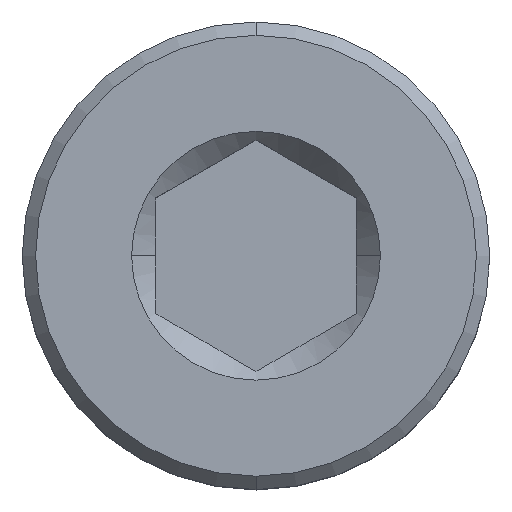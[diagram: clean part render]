
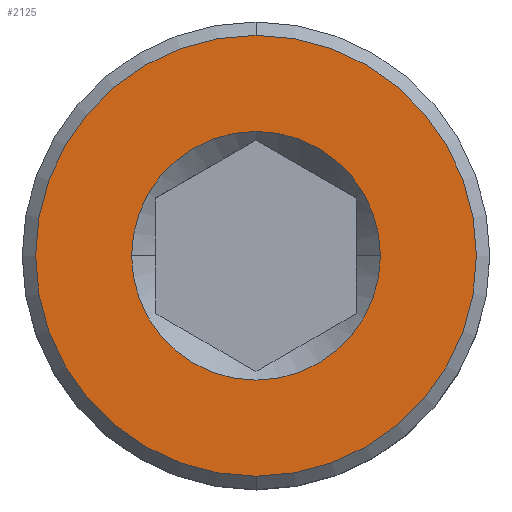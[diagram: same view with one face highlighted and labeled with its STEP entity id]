
A CAD part, top view. The second image highlights one B-rep face of the part: STEP entity #2125.
In plain terms, the highlighted planar face has unit normal (0, 0, 1).
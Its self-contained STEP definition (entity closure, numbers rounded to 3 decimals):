
#17 = CARTESIAN_POINT ( 'NONE',  ( 0., 0., 42. ) ) ;
#282 = VERTEX_POINT ( 'NONE', #445 ) ;
#326 = AXIS2_PLACEMENT_3D ( 'NONE', #1238, #2716, #3147 ) ;
#361 = CARTESIAN_POINT ( 'NONE',  ( 0., 0., 42. ) ) ;
#435 = FACE_OUTER_BOUND ( 'NONE', #1469, .T. ) ;
#445 = CARTESIAN_POINT ( 'NONE',  ( 0., 3.3, 42. ) ) ;
#512 = DIRECTION ( 'NONE',  ( 1., 0., 0. ) ) ;
#737 = CIRCLE ( 'NONE', #3808, 3.3 ) ;
#789 = VERTEX_POINT ( 'NONE', #2307 ) ;
#1017 = AXIS2_PLACEMENT_3D ( 'NONE', #17, #1520, #512 ) ;
#1027 = DIRECTION ( 'NONE',  ( 0., 0., 1. ) ) ;
#1065 = CARTESIAN_POINT ( 'NONE',  ( -1.862, 0., 42. ) ) ;
#1238 = CARTESIAN_POINT ( 'NONE',  ( 0., 0., 42. ) ) ;
#1268 = ORIENTED_EDGE ( 'NONE', *, *, #1791, .F. ) ;
#1469 = EDGE_LOOP ( 'NONE', ( #4206, #1778 ) ) ;
#1520 = DIRECTION ( 'NONE',  ( 0., 0., 1. ) ) ;
#1524 = AXIS2_PLACEMENT_3D ( 'NONE', #361, #1830, #2826 ) ;
#1639 = CARTESIAN_POINT ( 'NONE',  ( 1.862, 0., 42. ) ) ;
#1652 = FACE_BOUND ( 'NONE', #2361, .T. ) ;
#1778 = ORIENTED_EDGE ( 'NONE', *, *, #3579, .F. ) ;
#1791 = EDGE_CURVE ( 'NONE', #5508, #2010, #3534, .T. ) ;
#1830 = DIRECTION ( 'NONE',  ( 0., 0., 1. ) ) ;
#2010 = VERTEX_POINT ( 'NONE', #1065 ) ;
#2125 = ADVANCED_FACE ( 'NONE', ( #1652, #435 ), #3432, .T. ) ;
#2307 = CARTESIAN_POINT ( 'NONE',  ( 0., -3.3, 42. ) ) ;
#2361 = EDGE_LOOP ( 'NONE', ( #1268, #2792 ) ) ;
#2423 = DIRECTION ( 'NONE',  ( 0., 0., -1. ) ) ;
#2716 = DIRECTION ( 'NONE',  ( 0., 0., -1. ) ) ;
#2767 = CIRCLE ( 'NONE', #1017, 1.862 ) ;
#2792 = ORIENTED_EDGE ( 'NONE', *, *, #6179, .F. ) ;
#2826 = DIRECTION ( 'NONE',  ( 1., 0., 0. ) ) ;
#3147 = DIRECTION ( 'NONE',  ( 0., 1., 0. ) ) ;
#3335 = CARTESIAN_POINT ( 'NONE',  ( 0., 0., 42. ) ) ;
#3432 = PLANE ( 'NONE',  #4710 ) ;
#3534 = CIRCLE ( 'NONE', #1524, 1.862 ) ;
#3579 = EDGE_CURVE ( 'NONE', #789, #282, #737, .T. ) ;
#3808 = AXIS2_PLACEMENT_3D ( 'NONE', #3335, #2423, #6218 ) ;
#3932 = CARTESIAN_POINT ( 'NONE',  ( 0., 0., 42. ) ) ;
#4104 = EDGE_CURVE ( 'NONE', #282, #789, #4222, .T. ) ;
#4206 = ORIENTED_EDGE ( 'NONE', *, *, #4104, .F. ) ;
#4222 = CIRCLE ( 'NONE', #326, 3.3 ) ;
#4427 = DIRECTION ( 'NONE',  ( 0., -1., 0. ) ) ;
#4710 = AXIS2_PLACEMENT_3D ( 'NONE', #3932, #1027, #4427 ) ;
#5508 = VERTEX_POINT ( 'NONE', #1639 ) ;
#6179 = EDGE_CURVE ( 'NONE', #2010, #5508, #2767, .T. ) ;
#6218 = DIRECTION ( 'NONE',  ( 0., 1., 0. ) ) ;
